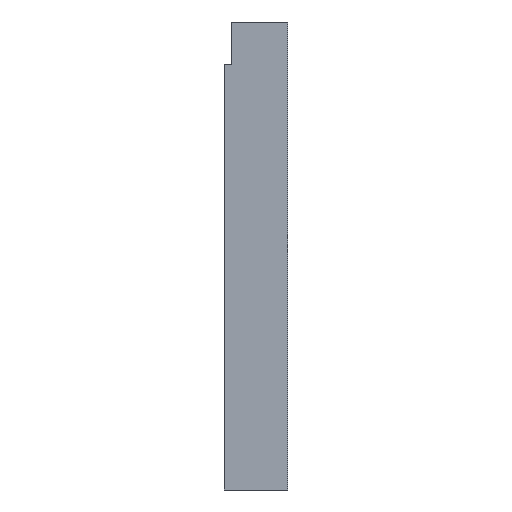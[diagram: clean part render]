
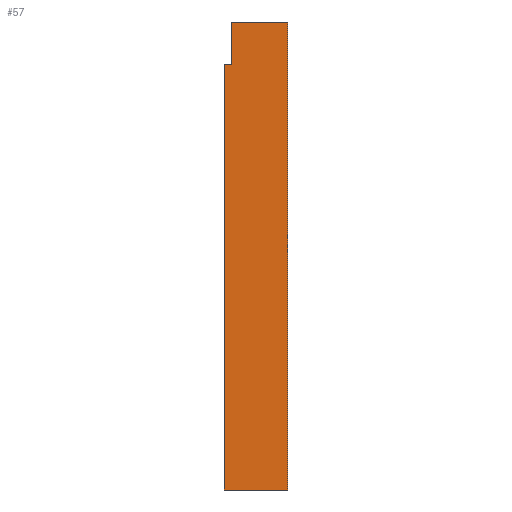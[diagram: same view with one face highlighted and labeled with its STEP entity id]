
A CAD part, left-side view. The second image highlights one B-rep face of the part: STEP entity #57.
In plain terms, the highlighted planar face has unit normal (-1, 0, 0).
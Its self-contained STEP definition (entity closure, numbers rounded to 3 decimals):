
#57 = ADVANCED_FACE ( 'NONE', ( #212 ), #1962, .T. ) ;
#73 = LINE ( 'NONE', #682, #1994 ) ;
#77 = DIRECTION ( 'NONE',  ( 0., 0., 1. ) ) ;
#98 = DIRECTION ( 'NONE',  ( -1., 0., 0. ) ) ;
#212 = FACE_OUTER_BOUND ( 'NONE', #1383, .T. ) ;
#244 = ORIENTED_EDGE ( 'NONE', *, *, #814, .T. ) ;
#254 = VECTOR ( 'NONE', #1657, 1000. ) ;
#285 = CARTESIAN_POINT ( 'NONE',  ( -4.91, 0.25, -7.565 ) ) ;
#320 = LINE ( 'NONE', #962, #254 ) ;
#336 = VECTOR ( 'NONE', #826, 1000. ) ;
#377 = ORIENTED_EDGE ( 'NONE', *, *, #1028, .T. ) ;
#379 = EDGE_CURVE ( 'NONE', #953, #1058, #1808, .T. ) ;
#408 = ORIENTED_EDGE ( 'NONE', *, *, #379, .F. ) ;
#519 = LINE ( 'NONE', #914, #1338 ) ;
#523 = EDGE_CURVE ( 'NONE', #1853, #1514, #519, .T. ) ;
#569 = LINE ( 'NONE', #995, #336 ) ;
#682 = CARTESIAN_POINT ( 'NONE',  ( -4.91, -2., 0. ) ) ;
#814 = EDGE_CURVE ( 'NONE', #953, #1581, #73, .T. ) ;
#826 = DIRECTION ( 'NONE',  ( 0., 1., 0. ) ) ;
#865 = VERTEX_POINT ( 'NONE', #1193 ) ;
#914 = CARTESIAN_POINT ( 'NONE',  ( -4.91, 0.25, 7.565 ) ) ;
#953 = VERTEX_POINT ( 'NONE', #1205 ) ;
#962 = CARTESIAN_POINT ( 'NONE',  ( -4.91, 0., 0. ) ) ;
#995 = CARTESIAN_POINT ( 'NONE',  ( -4.91, -0.2, 9.065 ) ) ;
#1028 = EDGE_CURVE ( 'NONE', #1581, #865, #569, .T. ) ;
#1058 = VERTEX_POINT ( 'NONE', #285 ) ;
#1113 = ORIENTED_EDGE ( 'NONE', *, *, #1559, .F. ) ;
#1143 = CARTESIAN_POINT ( 'NONE',  ( -4.91, -0.2, 0. ) ) ;
#1193 = CARTESIAN_POINT ( 'NONE',  ( -4.91, 0., 9.065 ) ) ;
#1205 = CARTESIAN_POINT ( 'NONE',  ( -4.91, -2., -7.565 ) ) ;
#1207 = VECTOR ( 'NONE', #1532, 1000. ) ;
#1338 = VECTOR ( 'NONE', #1765, 1000. ) ;
#1359 = CARTESIAN_POINT ( 'NONE',  ( -4.91, -0.2, -7.565 ) ) ;
#1383 = EDGE_LOOP ( 'NONE', ( #244, #377, #1477, #2023, #1113, #408 ) ) ;
#1447 = CARTESIAN_POINT ( 'NONE',  ( -4.91, 0.25, 7.565 ) ) ;
#1468 = AXIS2_PLACEMENT_3D ( 'NONE', #1143, #98, #2005 ) ;
#1477 = ORIENTED_EDGE ( 'NONE', *, *, #1729, .F. ) ;
#1500 = VECTOR ( 'NONE', #77, 1000. ) ;
#1514 = VERTEX_POINT ( 'NONE', #2172 ) ;
#1532 = DIRECTION ( 'NONE',  ( 0., 1., 0. ) ) ;
#1559 = EDGE_CURVE ( 'NONE', #1058, #1853, #1947, .T. ) ;
#1581 = VERTEX_POINT ( 'NONE', #1805 ) ;
#1657 = DIRECTION ( 'NONE',  ( 0., 0., 1. ) ) ;
#1715 = DIRECTION ( 'NONE',  ( 0., 0., 1. ) ) ;
#1718 = CARTESIAN_POINT ( 'NONE',  ( -4.91, 0.25, -7.565 ) ) ;
#1729 = EDGE_CURVE ( 'NONE', #1514, #865, #320, .T. ) ;
#1765 = DIRECTION ( 'NONE',  ( 0., -1., 0. ) ) ;
#1805 = CARTESIAN_POINT ( 'NONE',  ( -4.91, -2., 9.065 ) ) ;
#1808 = LINE ( 'NONE', #1359, #1207 ) ;
#1853 = VERTEX_POINT ( 'NONE', #1447 ) ;
#1947 = LINE ( 'NONE', #1718, #1500 ) ;
#1962 = PLANE ( 'NONE',  #1468 ) ;
#1994 = VECTOR ( 'NONE', #1715, 1000. ) ;
#2005 = DIRECTION ( 'NONE',  ( 0., 0., 1. ) ) ;
#2023 = ORIENTED_EDGE ( 'NONE', *, *, #523, .F. ) ;
#2172 = CARTESIAN_POINT ( 'NONE',  ( -4.91, 0., 7.565 ) ) ;
